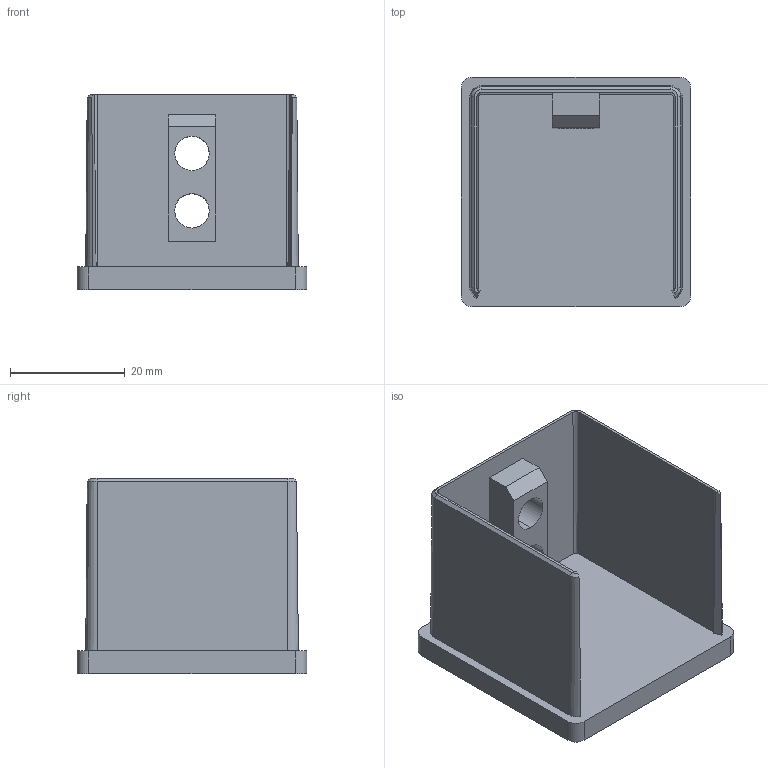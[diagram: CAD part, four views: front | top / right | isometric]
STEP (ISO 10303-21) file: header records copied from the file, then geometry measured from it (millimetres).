
FILE_DESCRIPTION (( 'STEP AP203' ), '1' );
FILE_NAME ('3D_GN6035_40x40_188461340.SLDPRT.STEP', '2024-09-25T10:49:22', ( '' ), ( '' ), 'SwSTEP 2.0', 'SolidWorks 2024', '' );
FILE_SCHEMA (( 'CONFIG_CONTROL_DESIGN' ));
Length unit declared in the file: millimetre
Products named in the file (1): 3D_GN6035_40x40_188461340.SLDPRT
Bounding box: 40 x 40 x 34 mm (x, y, z)
Volume: 10971.6 mm3; surface area: 10662.7 mm2
Topology: 1 solids, 1 shells, 48 faces, 122 edges, 78 vertices
Faces by surface type: plane 24, cone 12, cylinder 8, bspline 4
Entity records: 2445 total; most frequent: CARTESIAN_POINT 1219, ORIENTED_EDGE 244, DIRECTION 226, EDGE_CURVE 122, VERTEX_POINT 78, AXIS2_PLACEMENT_3D 77, LINE 72, VECTOR 72
